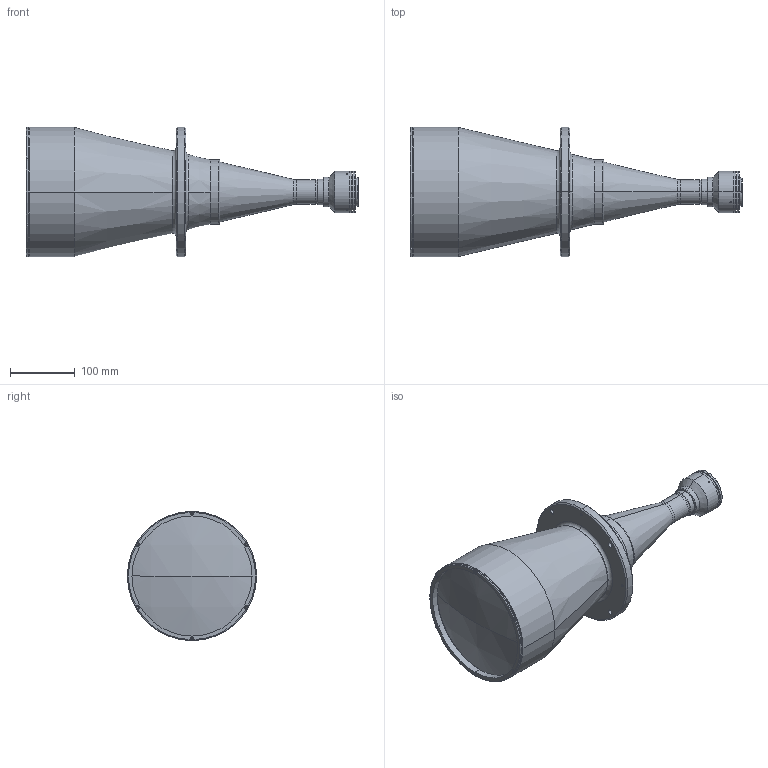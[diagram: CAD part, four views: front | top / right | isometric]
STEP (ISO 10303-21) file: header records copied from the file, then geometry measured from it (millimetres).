
FILE_DESCRIPTION (( 'STEP AP203' ), '1' );
FILE_NAME ('DP71448_TC4MHR144-F.step', '2021-10-06T08:38:40', ( '' ), ( '' ), 'SwSTEP 2.0', 'SolidWorks 2021', '' );
FILE_SCHEMA (( 'CONFIG_CONTROL_DESIGN' ));
Length unit declared in the file: millimetre
Products named in the file (1): DP71448_TC4MHR144-F
Bounding box: 513.98 x 200 x 200 mm (x, y, z)
Surface area: 297292.5 mm2 (no closed solid volume)
Topology: 0 solids, 22 shells, 222 faces, 663 edges, 457 vertices
Faces by surface type: plane 80, cylinder 78, cone 32, torus 30, sphere 2
Entity records: 7979 total; most frequent: CARTESIAN_POINT 1743, DIRECTION 1398, ORIENTED_EDGE 1101, EDGE_CURVE 659, AXIS2_PLACEMENT_3D 546, VERTEX_POINT 457, CIRCLE 323, LINE 306
